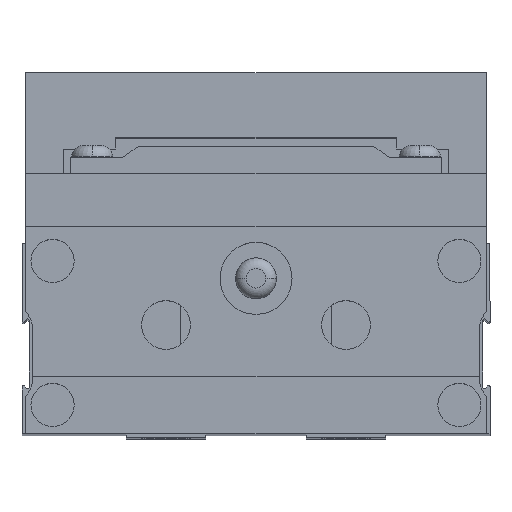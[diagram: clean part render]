
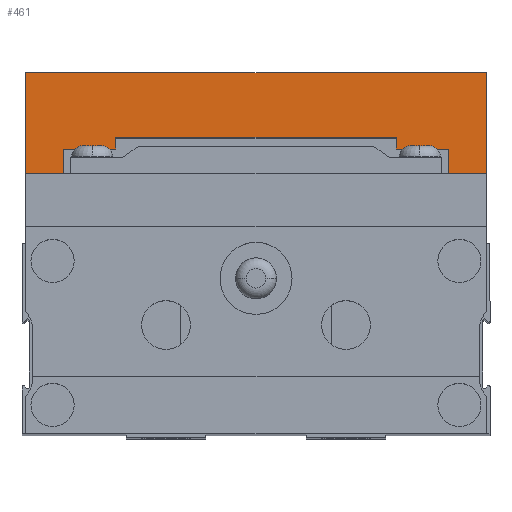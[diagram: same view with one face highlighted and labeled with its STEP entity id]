
A CAD part, top view. The second image highlights one B-rep face of the part: STEP entity #461.
In plain terms, the highlighted planar face has unit normal (0, 0, 1).
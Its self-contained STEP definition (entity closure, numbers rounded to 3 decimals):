
#357 = EDGE_CURVE ( 'NONE', #13125, #21093, #17153, .T. ) ;
#461 = ADVANCED_FACE ( 'NONE', ( #728 ), #21376, .T. ) ;
#602 = CARTESIAN_POINT ( 'NONE',  ( -32., 28.5, 73.2 ) ) ;
#639 = LINE ( 'NONE', #4651, #5761 ) ;
#697 = LINE ( 'NONE', #13726, #12495 ) ;
#728 = FACE_OUTER_BOUND ( 'NONE', #21726, .T. ) ;
#861 = ORIENTED_EDGE ( 'NONE', *, *, #15265, .F. ) ;
#1864 = DIRECTION ( 'NONE',  ( -1., 0., 0. ) ) ;
#2130 = CARTESIAN_POINT ( 'NONE',  ( 32., 35.8, 73.2 ) ) ;
#2247 = DIRECTION ( 'NONE',  ( -1., 0., 0. ) ) ;
#2540 = ORIENTED_EDGE ( 'NONE', *, *, #10734, .F. ) ;
#2850 = VECTOR ( 'NONE', #5963, 1000. ) ;
#2879 = VECTOR ( 'NONE', #2247, 1000. ) ;
#3355 = ORIENTED_EDGE ( 'NONE', *, *, #18585, .F. ) ;
#4608 = VECTOR ( 'NONE', #1864, 1000. ) ;
#4651 = CARTESIAN_POINT ( 'NONE',  ( -19.5, 41.8, 73.2 ) ) ;
#4675 = VERTEX_POINT ( 'NONE', #5072 ) ;
#5072 = CARTESIAN_POINT ( 'NONE',  ( -19.5, 40.2, 73.2 ) ) ;
#5210 = VECTOR ( 'NONE', #13126, 1000. ) ;
#5289 = ORIENTED_EDGE ( 'NONE', *, *, #10028, .F. ) ;
#5481 = CARTESIAN_POINT ( 'NONE',  ( -26.8, 40.2, 73.2 ) ) ;
#5761 = VECTOR ( 'NONE', #18053, 1000. ) ;
#5963 = DIRECTION ( 'NONE',  ( 1., 0., 0. ) ) ;
#5992 = CARTESIAN_POINT ( 'NONE',  ( -26.8, 35.8, 73.2 ) ) ;
#6047 = CARTESIAN_POINT ( 'NONE',  ( 32., 35.8, 73.2 ) ) ;
#6117 = ORIENTED_EDGE ( 'NONE', *, *, #6408, .F. ) ;
#6386 = VECTOR ( 'NONE', #14513, 1000. ) ;
#6408 = EDGE_CURVE ( 'NONE', #14581, #13746, #14450, .T. ) ;
#6895 = DIRECTION ( 'NONE',  ( -1., 0., 0. ) ) ;
#6975 = EDGE_CURVE ( 'NONE', #19437, #24629, #9249, .T. ) ;
#7261 = EDGE_CURVE ( 'NONE', #9873, #15292, #10484, .T. ) ;
#7459 = EDGE_CURVE ( 'NONE', #20619, #13125, #11352, .T. ) ;
#7498 = DIRECTION ( 'NONE',  ( 0., 1., 0. ) ) ;
#7869 = LINE ( 'NONE', #15651, #2879 ) ;
#7892 = CARTESIAN_POINT ( 'NONE',  ( -26.8, 40.2, 73.2 ) ) ;
#8103 = DIRECTION ( 'NONE',  ( 0., 0., 1. ) ) ;
#8775 = CARTESIAN_POINT ( 'NONE',  ( -19.5, 40.2, 73.2 ) ) ;
#8971 = CARTESIAN_POINT ( 'NONE',  ( 19.5, 40.2, 73.2 ) ) ;
#9171 = VECTOR ( 'NONE', #7498, 1000. ) ;
#9249 = LINE ( 'NONE', #13392, #9171 ) ;
#9846 = ORIENTED_EDGE ( 'NONE', *, *, #19872, .F. ) ;
#9873 = VERTEX_POINT ( 'NONE', #22796 ) ;
#10028 = EDGE_CURVE ( 'NONE', #15292, #22668, #7869, .T. ) ;
#10172 = ORIENTED_EDGE ( 'NONE', *, *, #17075, .F. ) ;
#10228 = CARTESIAN_POINT ( 'NONE',  ( 26.8, 40.2, 73.2 ) ) ;
#10399 = LINE ( 'NONE', #8775, #13436 ) ;
#10484 = LINE ( 'NONE', #8971, #6386 ) ;
#10706 = CARTESIAN_POINT ( 'NONE',  ( 26.8, 40.2, 73.2 ) ) ;
#10734 = EDGE_CURVE ( 'NONE', #24629, #9873, #23854, .T. ) ;
#11352 = LINE ( 'NONE', #5481, #5210 ) ;
#11494 = VERTEX_POINT ( 'NONE', #12663 ) ;
#12495 = VECTOR ( 'NONE', #21350, 1000. ) ;
#12663 = CARTESIAN_POINT ( 'NONE',  ( -32., 50.8, 73.2 ) ) ;
#12934 = DIRECTION ( 'NONE',  ( 0., -1., 0. ) ) ;
#13008 = CARTESIAN_POINT ( 'NONE',  ( -26.8, 35.8, 73.2 ) ) ;
#13090 = ORIENTED_EDGE ( 'NONE', *, *, #7459, .F. ) ;
#13125 = VERTEX_POINT ( 'NONE', #13008 ) ;
#13126 = DIRECTION ( 'NONE',  ( 0., -1., 0. ) ) ;
#13392 = CARTESIAN_POINT ( 'NONE',  ( 26.8, 35.8, 73.2 ) ) ;
#13436 = VECTOR ( 'NONE', #6895, 1000. ) ;
#13540 = CARTESIAN_POINT ( 'NONE',  ( 26.8, 35.8, 73.2 ) ) ;
#13726 = CARTESIAN_POINT ( 'NONE',  ( -32., 35.8, 73.2 ) ) ;
#13746 = VERTEX_POINT ( 'NONE', #6047 ) ;
#13869 = DIRECTION ( 'NONE',  ( 1., 0., 0. ) ) ;
#14450 = LINE ( 'NONE', #14567, #16290 ) ;
#14513 = DIRECTION ( 'NONE',  ( 0., 1., 0. ) ) ;
#14567 = CARTESIAN_POINT ( 'NONE',  ( 32., 50.8, 73.2 ) ) ;
#14581 = VERTEX_POINT ( 'NONE', #24241 ) ;
#14710 = VECTOR ( 'NONE', #21279, 1000. ) ;
#15265 = EDGE_CURVE ( 'NONE', #22668, #4675, #639, .T. ) ;
#15292 = VERTEX_POINT ( 'NONE', #23545 ) ;
#15651 = CARTESIAN_POINT ( 'NONE',  ( 19.5, 41.8, 73.2 ) ) ;
#15700 = VECTOR ( 'NONE', #21994, 1000. ) ;
#16290 = VECTOR ( 'NONE', #12934, 1000. ) ;
#16440 = CARTESIAN_POINT ( 'NONE',  ( -19.5, 41.8, 73.2 ) ) ;
#16956 = AXIS2_PLACEMENT_3D ( 'NONE', #602, #8103, #13869 ) ;
#17075 = EDGE_CURVE ( 'NONE', #4675, #20619, #10399, .T. ) ;
#17124 = ORIENTED_EDGE ( 'NONE', *, *, #6975, .F. ) ;
#17153 = LINE ( 'NONE', #5992, #4608 ) ;
#18053 = DIRECTION ( 'NONE',  ( 0., -1., 0. ) ) ;
#18585 = EDGE_CURVE ( 'NONE', #11494, #14581, #21603, .T. ) ;
#19276 = CARTESIAN_POINT ( 'NONE',  ( -32., 35.8, 73.2 ) ) ;
#19437 = VERTEX_POINT ( 'NONE', #13540 ) ;
#19644 = ORIENTED_EDGE ( 'NONE', *, *, #7261, .F. ) ;
#19872 = EDGE_CURVE ( 'NONE', #21093, #11494, #697, .T. ) ;
#20385 = ORIENTED_EDGE ( 'NONE', *, *, #24331, .F. ) ;
#20619 = VERTEX_POINT ( 'NONE', #7892 ) ;
#21093 = VERTEX_POINT ( 'NONE', #19276 ) ;
#21279 = DIRECTION ( 'NONE',  ( -1., 0., 0. ) ) ;
#21350 = DIRECTION ( 'NONE',  ( 0., 1., 0. ) ) ;
#21376 = PLANE ( 'NONE',  #16956 ) ;
#21603 = LINE ( 'NONE', #22977, #2850 ) ;
#21726 = EDGE_LOOP ( 'NONE', ( #6117, #3355, #9846, #22703, #13090, #10172, #861, #5289, #19644, #2540, #17124, #20385 ) ) ;
#21994 = DIRECTION ( 'NONE',  ( -1., 0., 0. ) ) ;
#22668 = VERTEX_POINT ( 'NONE', #16440 ) ;
#22703 = ORIENTED_EDGE ( 'NONE', *, *, #357, .F. ) ;
#22796 = CARTESIAN_POINT ( 'NONE',  ( 19.5, 40.2, 73.2 ) ) ;
#22977 = CARTESIAN_POINT ( 'NONE',  ( -32., 50.8, 73.2 ) ) ;
#23151 = LINE ( 'NONE', #2130, #14710 ) ;
#23545 = CARTESIAN_POINT ( 'NONE',  ( 19.5, 41.8, 73.2 ) ) ;
#23854 = LINE ( 'NONE', #10706, #15700 ) ;
#24241 = CARTESIAN_POINT ( 'NONE',  ( 32., 50.8, 73.2 ) ) ;
#24331 = EDGE_CURVE ( 'NONE', #13746, #19437, #23151, .T. ) ;
#24629 = VERTEX_POINT ( 'NONE', #10228 ) ;
